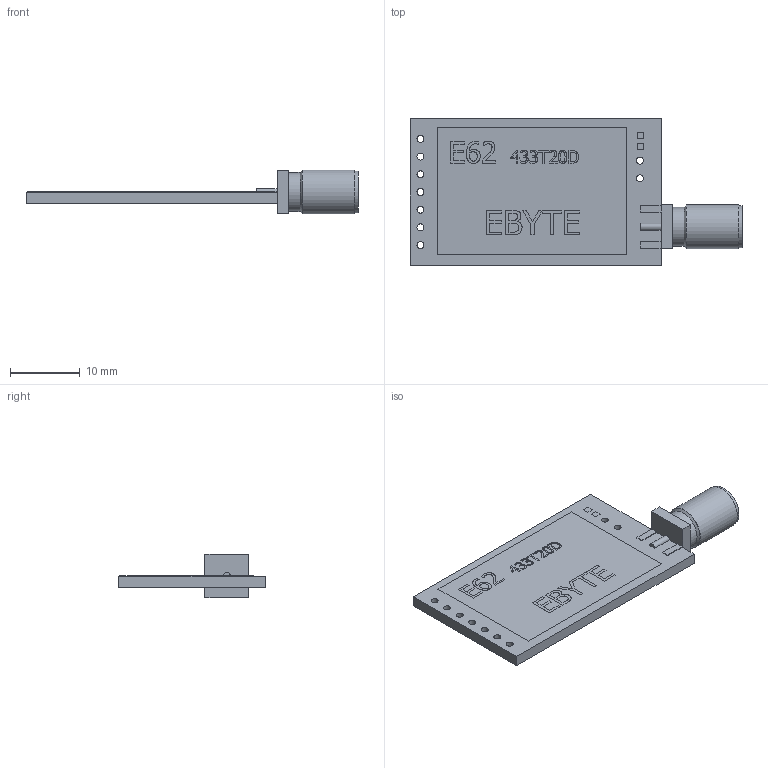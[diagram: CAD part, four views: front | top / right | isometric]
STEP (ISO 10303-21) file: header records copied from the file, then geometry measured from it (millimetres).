
FILE_DESCRIPTION(/* description */ (''),/* implementation_level */ '2;1');
FILE_NAME(/* name */ 'EBYTE_E62.stp',/* time_stamp */ '2020-03-18T23:31:47+01:00',/* author */ ('marce'),/* organization */ (''),/* preprocessor_version */ 'ST-DEVELOPER v16.13',/* originating_system */ 'Autodesk Inventor 2018',/* authorisation */ '');
FILE_SCHEMA (('AUTOMOTIVE_DESIGN { 1 0 10303 214 3 1 1 }'));
Length unit declared in the file: millimetre
Products named in the file (1): EBYTE_E62
Bounding box: 47.6 x 21 x 6.3 mm (x, y, z)
Volume: 1507.7 mm3; surface area: 2085.4 mm2
Topology: 1 solids, 1 shells, 308 faces, 842 edges, 564 vertices
Faces by surface type: plane 179, bspline 113, cylinder 15, cone 1
Full cylindrical faces by diameter (mm): 1 x10, 5.6 x2, 6 x1, 6.3 x1
Entity records: 10595 total; most frequent: CARTESIAN_POINT 3498, ORIENTED_EDGE 1636, DIRECTION 1015, EDGE_CURVE 818, LINE 561, VECTOR 561, VERTEX_POINT 555, EDGE_LOOP 369
